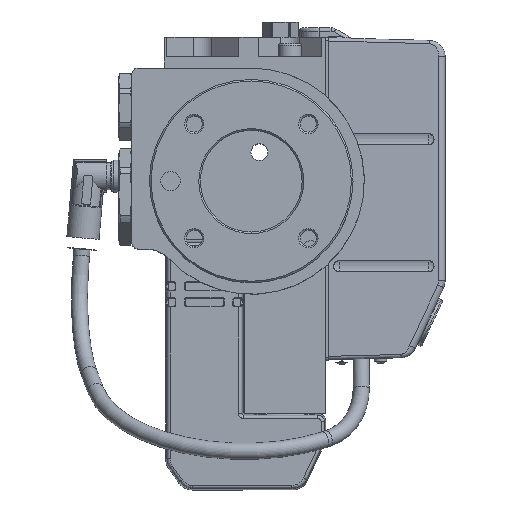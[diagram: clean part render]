
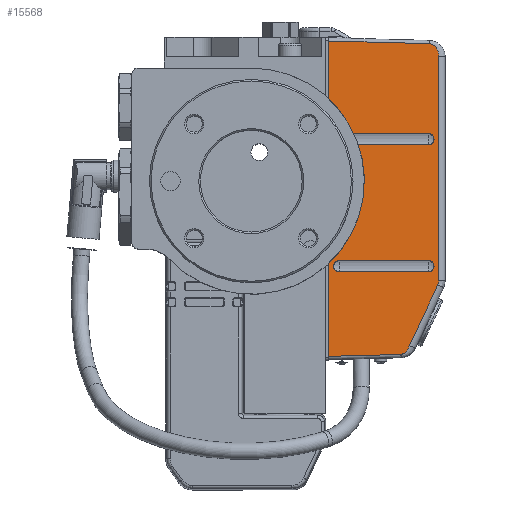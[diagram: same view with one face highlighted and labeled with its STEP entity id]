
A CAD part, top view. The second image highlights one B-rep face of the part: STEP entity #15568.
In plain terms, the highlighted planar face has unit normal (0.026, 0, 1).
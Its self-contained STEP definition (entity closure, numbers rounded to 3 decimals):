
#467=FACE_BOUND('',#3591,.T.);
#468=FACE_BOUND('',#3592,.T.);
#1133=CIRCLE('',#17377,1.723);
#1136=CIRCLE('',#17382,1.723);
#1137=CIRCLE('',#17384,1.723);
#1138=CIRCLE('',#17385,1.723);
#1290=B_SPLINE_CURVE_WITH_KNOTS('',3,(#30602,#30603,#30604,#30605,#30606,
#30607,#30608,#30609),.UNSPECIFIED.,.F.,.F.,(4,1,1,1,1,4),(-1.,-0.857,
-0.571,-0.286,-0.143,0.),
 .UNSPECIFIED.);
#1293=B_SPLINE_CURVE_WITH_KNOTS('',3,(#30788,#30789,#30790,#30791,#30792,
#30793,#30794),.UNSPECIFIED.,.F.,.F.,(4,1,1,1,4),(-1.,-0.714,
-0.429,-0.214,0.),
 .UNSPECIFIED.);
#2588=FACE_OUTER_BOUND('',#3590,.T.);
#3590=EDGE_LOOP('',(#14119,#14120,#14121,#14122,#14123,#14124,#14125,#14126));
#3591=EDGE_LOOP('',(#14127,#14128,#14129,#14130));
#3592=EDGE_LOOP('',(#14131,#14132,#14133,#14134));
#4526=LINE('',#30333,#5537);
#4574=LINE('',#30492,#5585);
#4575=LINE('',#30498,#5586);
#4578=LINE('',#30543,#5589);
#4597=LINE('',#31354,#5608);
#4633=LINE('',#31574,#5644);
#4634=LINE('',#31582,#5645);
#4635=LINE('',#31591,#5646);
#4636=LINE('',#31594,#5647);
#5537=VECTOR('',#21425,10.);
#5585=VECTOR('',#21609,10.);
#5586=VECTOR('',#21614,10.);
#5589=VECTOR('',#21623,10.);
#5608=VECTOR('',#21710,10.);
#5644=VECTOR('',#21916,10.);
#5645=VECTOR('',#21927,10.);
#5646=VECTOR('',#21938,10.);
#5647=VECTOR('',#21941,10.);
#5966=ELLIPSE('',#17263,3.001,3.);
#7209=VERTEX_POINT('',#30330);
#7210=VERTEX_POINT('',#30332);
#7253=VERTEX_POINT('',#30490);
#7255=VERTEX_POINT('',#30495);
#7256=VERTEX_POINT('',#30497);
#7264=VERTEX_POINT('',#30542);
#7265=VERTEX_POINT('',#30601);
#7269=VERTEX_POINT('',#30695);
#7351=VERTEX_POINT('',#31571);
#7352=VERTEX_POINT('',#31573);
#7353=VERTEX_POINT('',#31577);
#7354=VERTEX_POINT('',#31581);
#7355=VERTEX_POINT('',#31587);
#7356=VERTEX_POINT('',#31588);
#7357=VERTEX_POINT('',#31590);
#7358=VERTEX_POINT('',#31592);
#9380=EDGE_CURVE('',#7210,#7209,#4526,.T.);
#9460=EDGE_CURVE('',#7253,#7209,#4574,.T.);
#9462=EDGE_CURVE('',#7255,#7256,#4575,.T.);
#9472=EDGE_CURVE('',#7210,#7264,#4578,.T.);
#9474=EDGE_CURVE('',#7264,#7265,#1290,.T.);
#9482=EDGE_CURVE('',#7269,#7255,#5966,.T.);
#9491=EDGE_CURVE('',#7256,#7253,#1293,.T.);
#9547=EDGE_CURVE('',#7265,#7269,#4597,.T.);
#9630=EDGE_CURVE('',#7351,#7352,#4633,.T.);
#9632=EDGE_CURVE('',#7352,#7353,#1133,.T.);
#9634=EDGE_CURVE('',#7353,#7354,#4634,.T.);
#9636=EDGE_CURVE('',#7354,#7351,#1136,.T.);
#9637=EDGE_CURVE('',#7355,#7356,#1137,.T.);
#9638=EDGE_CURVE('',#7357,#7355,#4635,.T.);
#9639=EDGE_CURVE('',#7358,#7357,#1138,.T.);
#9640=EDGE_CURVE('',#7356,#7358,#4636,.T.);
#14119=ORIENTED_EDGE('',*,*,#9547,.F.);
#14120=ORIENTED_EDGE('',*,*,#9474,.F.);
#14121=ORIENTED_EDGE('',*,*,#9472,.F.);
#14122=ORIENTED_EDGE('',*,*,#9380,.T.);
#14123=ORIENTED_EDGE('',*,*,#9460,.F.);
#14124=ORIENTED_EDGE('',*,*,#9491,.F.);
#14125=ORIENTED_EDGE('',*,*,#9462,.F.);
#14126=ORIENTED_EDGE('',*,*,#9482,.F.);
#14127=ORIENTED_EDGE('',*,*,#9636,.F.);
#14128=ORIENTED_EDGE('',*,*,#9634,.F.);
#14129=ORIENTED_EDGE('',*,*,#9632,.F.);
#14130=ORIENTED_EDGE('',*,*,#9630,.F.);
#14131=ORIENTED_EDGE('',*,*,#9637,.F.);
#14132=ORIENTED_EDGE('',*,*,#9638,.F.);
#14133=ORIENTED_EDGE('',*,*,#9639,.F.);
#14134=ORIENTED_EDGE('',*,*,#9640,.F.);
#14650=PLANE('',#17383);
#15568=ADVANCED_FACE('',(#2588,#467,#468),#14650,.T.);
#17263=AXIS2_PLACEMENT_3D('',#30697,#21639,#21640);
#17377=AXIS2_PLACEMENT_3D('',#31578,#21921,#21922);
#17382=AXIS2_PLACEMENT_3D('',#31585,#21932,#21933);
#17383=AXIS2_PLACEMENT_3D('',#31586,#21934,#21935);
#17384=AXIS2_PLACEMENT_3D('',#31589,#21936,#21937);
#17385=AXIS2_PLACEMENT_3D('',#31593,#21939,#21940);
#21425=DIRECTION('',(0.,-1.,0.));
#21609=DIRECTION('',(-0.999,-0.026,0.026));
#21614=DIRECTION('',(-0.423,-0.906,0.011));
#21623=DIRECTION('',(0.999,-0.026,-0.026));
#21639=DIRECTION('center_axis',(-0.026,0.,
-1.));
#21640=DIRECTION('ref_axis',(1.,0.,-0.026));
#21710=DIRECTION('',(0.,-1.,0.));
#21916=DIRECTION('',(-1.,0.,0.026));
#21921=DIRECTION('center_axis',(0.026,0.,
1.));
#21922=DIRECTION('ref_axis',(-1.,0.,0.026));
#21927=DIRECTION('',(1.,0.,-0.026));
#21932=DIRECTION('center_axis',(0.026,0.,
1.));
#21933=DIRECTION('ref_axis',(1.,0.,-0.026));
#21934=DIRECTION('center_axis',(0.026,0.,
1.));
#21935=DIRECTION('ref_axis',(0.,-1.,0.));
#21936=DIRECTION('center_axis',(0.026,0.,
1.));
#21937=DIRECTION('ref_axis',(1.,0.,-0.026));
#21938=DIRECTION('',(1.,0.,-0.026));
#21939=DIRECTION('center_axis',(0.026,0.,
1.));
#21940=DIRECTION('ref_axis',(-1.,0.,0.026));
#21941=DIRECTION('',(-1.,0.,0.026));
#30330=CARTESIAN_POINT('',(-268.218,-732.766,1830.049));
#30332=CARTESIAN_POINT('',(-268.218,-635.165,1830.049));
#30333=CARTESIAN_POINT('',(-268.218,-634.066,1830.049));
#30490=CARTESIAN_POINT('',(-245.877,-732.181,1829.464));
#30492=CARTESIAN_POINT('',(-267.92,-732.758,1830.041));
#30495=CARTESIAN_POINT('',(-234.447,-710.601,1829.165));
#30497=CARTESIAN_POINT('',(-243.237,-729.45,1829.395));
#30498=CARTESIAN_POINT('',(-241.644,-726.035,1829.353));
#30542=CARTESIAN_POINT('',(-237.088,-635.981,1829.234));
#30543=CARTESIAN_POINT('',(-266.942,-635.199,1830.016));
#30601=CARTESIAN_POINT('',(-234.166,-639.979,1829.157));
#30602=CARTESIAN_POINT('Ctrl Pts',(-237.088,-635.981,
1829.234));
#30603=CARTESIAN_POINT('Ctrl Pts',(-236.847,-635.987,
1829.228));
#30604=CARTESIAN_POINT('Ctrl Pts',(-236.158,-636.129,
1829.209));
#30605=CARTESIAN_POINT('Ctrl Pts',(-235.091,-636.887,
1829.182));
#30606=CARTESIAN_POINT('Ctrl Pts',(-234.397,-638.155,
1829.163));
#30607=CARTESIAN_POINT('Ctrl Pts',(-234.187,-639.231,
1829.158));
#30608=CARTESIAN_POINT('Ctrl Pts',(-234.166,-639.739,
1829.157));
#30609=CARTESIAN_POINT('Ctrl Pts',(-234.166,-639.979,
1829.157));
#30695=CARTESIAN_POINT('',(-234.166,-709.334,1829.157));
#30697=CARTESIAN_POINT('Origin',(-237.166,-709.334,1829.236));
#30788=CARTESIAN_POINT('Ctrl Pts',(-243.237,-729.45,1829.395));
#30789=CARTESIAN_POINT('Ctrl Pts',(-243.395,-729.789,
1829.399));
#30790=CARTESIAN_POINT('Ctrl Pts',(-243.733,-730.529,
1829.408));
#30791=CARTESIAN_POINT('Ctrl Pts',(-244.383,-731.434,
1829.425));
#30792=CARTESIAN_POINT('Ctrl Pts',(-245.09,-732.012,
1829.443));
#30793=CARTESIAN_POINT('Ctrl Pts',(-245.596,-732.174,1829.457));
#30794=CARTESIAN_POINT('Ctrl Pts',(-245.877,-732.181,1829.464));
#31354=CARTESIAN_POINT('',(-234.166,-708.866,1829.157));
#31571=CARTESIAN_POINT('',(-237.371,-663.842,1829.241));
#31573=CARTESIAN_POINT('',(-265.013,-663.842,1829.965));
#31574=CARTESIAN_POINT('',(-251.192,-663.842,1829.603));
#31577=CARTESIAN_POINT('',(-265.013,-667.289,1829.965));
#31578=CARTESIAN_POINT('Origin',(-265.013,-665.566,1829.965));
#31581=CARTESIAN_POINT('',(-237.371,-667.289,1829.241));
#31582=CARTESIAN_POINT('',(-251.192,-667.289,1829.603));
#31585=CARTESIAN_POINT('Origin',(-237.371,-665.566,1829.241));
#31586=CARTESIAN_POINT('Origin',(-268.218,-733.766,1830.049));
#31587=CARTESIAN_POINT('',(-237.371,-706.589,1829.241));
#31588=CARTESIAN_POINT('',(-237.371,-703.142,1829.241));
#31589=CARTESIAN_POINT('Origin',(-237.371,-704.866,1829.241));
#31590=CARTESIAN_POINT('',(-265.013,-706.589,1829.965));
#31591=CARTESIAN_POINT('',(-251.192,-706.589,1829.603));
#31592=CARTESIAN_POINT('',(-265.013,-703.142,1829.965));
#31593=CARTESIAN_POINT('Origin',(-265.013,-704.866,1829.965));
#31594=CARTESIAN_POINT('',(-251.192,-703.142,1829.603));
